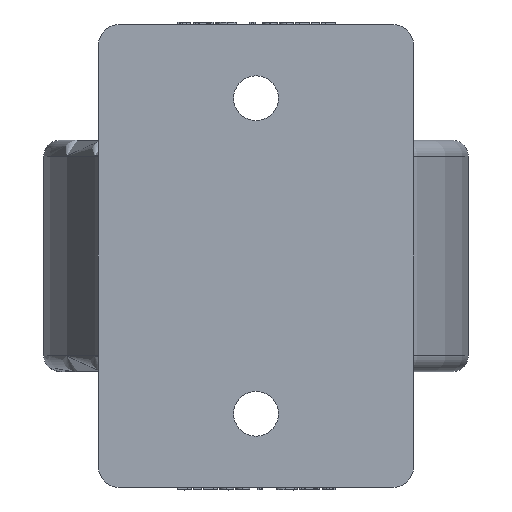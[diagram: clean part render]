
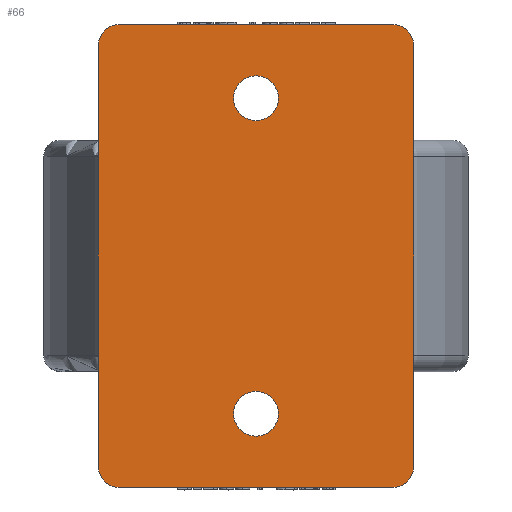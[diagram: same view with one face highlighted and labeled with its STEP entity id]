
A CAD part, front view. The second image highlights one B-rep face of the part: STEP entity #66.
In plain terms, the highlighted planar face has unit normal (0, -1, 0).
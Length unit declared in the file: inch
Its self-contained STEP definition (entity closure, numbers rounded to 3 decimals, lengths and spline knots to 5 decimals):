
#66 = ADVANCED_FACE ( 'NONE', ( #3694, #3322, #12929 ), #2989, .F. ) ;
#123 = CIRCLE ( 'NONE', #354, 0.133 ) ;
#278 = EDGE_CURVE ( 'NONE', #9881, #7498, #2133, .T. ) ;
#354 = AXIS2_PLACEMENT_3D ( 'NONE', #6169, #14947, #7419 ) ;
#450 = VERTEX_POINT ( 'NONE', #1454 ) ;
#455 = DIRECTION ( 'NONE',  ( 0., 0., -1. ) ) ;
#565 = ORIENTED_EDGE ( 'NONE', *, *, #1770, .F. ) ;
#718 = VECTOR ( 'NONE', #15360, 39.37008 ) ;
#1014 = ORIENTED_EDGE ( 'NONE', *, *, #7482, .F. ) ;
#1385 = CARTESIAN_POINT ( 'NONE',  ( 0.9375, 0., -1.25 ) ) ;
#1454 = CARTESIAN_POINT ( 'NONE',  ( 0.8125, 0., 1.375 ) ) ;
#1467 = AXIS2_PLACEMENT_3D ( 'NONE', #3960, #12740, #5230 ) ;
#1638 = CARTESIAN_POINT ( 'NONE',  ( 0.9375, 0., 0.6875 ) ) ;
#1695 = DIRECTION ( 'NONE',  ( 0., -1., 0. ) ) ;
#1730 = ORIENTED_EDGE ( 'NONE', *, *, #278, .T. ) ;
#1770 = EDGE_CURVE ( 'NONE', #5942, #4564, #7813, .T. ) ;
#1874 = DIRECTION ( 'NONE',  ( 0., -1., 0. ) ) ;
#2001 = CARTESIAN_POINT ( 'NONE',  ( 0.8125, 0., -1.375 ) ) ;
#2073 = CARTESIAN_POINT ( 'NONE',  ( 0.9375, 0., 1.25 ) ) ;
#2133 = CIRCLE ( 'NONE', #14760, 0.133 ) ;
#2225 = VERTEX_POINT ( 'NONE', #6408 ) ;
#2228 = CARTESIAN_POINT ( 'NONE',  ( -0.9375, 0., 0.6875 ) ) ;
#2373 = DIRECTION ( 'NONE',  ( 0., 1., 0. ) ) ;
#2539 = VERTEX_POINT ( 'NONE', #14388 ) ;
#2657 = CARTESIAN_POINT ( 'NONE',  ( 0.9375, 0., -1.375 ) ) ;
#2989 = PLANE ( 'NONE',  #8840 ) ;
#3322 = FACE_BOUND ( 'NONE', #5330, .T. ) ;
#3442 = VERTEX_POINT ( 'NONE', #13635 ) ;
#3694 = FACE_BOUND ( 'NONE', #10636, .T. ) ;
#3960 = CARTESIAN_POINT ( 'NONE',  ( -0.8125, 0., -1.25 ) ) ;
#4014 = ORIENTED_EDGE ( 'NONE', *, *, #8875, .T. ) ;
#4120 = ORIENTED_EDGE ( 'NONE', *, *, #10390, .T. ) ;
#4158 = CARTESIAN_POINT ( 'NONE',  ( 0., 0., -1.0705 ) ) ;
#4328 = CARTESIAN_POINT ( 'NONE',  ( 0., 0., 0.9375 ) ) ;
#4373 = CARTESIAN_POINT ( 'NONE',  ( -0.9375, 0., 0.6875 ) ) ;
#4533 = AXIS2_PLACEMENT_3D ( 'NONE', #9887, #2373, #11128 ) ;
#4564 = VERTEX_POINT ( 'NONE', #5216 ) ;
#4984 = DIRECTION ( 'NONE',  ( 1., 0., 0. ) ) ;
#5216 = CARTESIAN_POINT ( 'NONE',  ( -0.8125, 0., -1.375 ) ) ;
#5230 = DIRECTION ( 'NONE',  ( 0., 0., 1. ) ) ;
#5330 = EDGE_LOOP ( 'NONE', ( #6920, #4120 ) ) ;
#5515 = CARTESIAN_POINT ( 'NONE',  ( 0.8125, 0., 1.25 ) ) ;
#5608 = DIRECTION ( 'NONE',  ( 0., 0., 1. ) ) ;
#5696 = VERTEX_POINT ( 'NONE', #7289 ) ;
#5942 = VERTEX_POINT ( 'NONE', #2001 ) ;
#6169 = CARTESIAN_POINT ( 'NONE',  ( 0., 0., 0.9375 ) ) ;
#6408 = CARTESIAN_POINT ( 'NONE',  ( -0.9375, 0., -1.25 ) ) ;
#6416 = EDGE_CURVE ( 'NONE', #13143, #3442, #15917, .T. ) ;
#6640 = DIRECTION ( 'NONE',  ( 0., 0., -1. ) ) ;
#6789 = DIRECTION ( 'NONE',  ( 0., 0., 1. ) ) ;
#6920 = ORIENTED_EDGE ( 'NONE', *, *, #6416, .T. ) ;
#6956 = VECTOR ( 'NONE', #4984, 39.37008 ) ;
#7289 = CARTESIAN_POINT ( 'NONE',  ( -0.9375, 0., 1.25 ) ) ;
#7419 = DIRECTION ( 'NONE',  ( 0., 0., 1. ) ) ;
#7449 = EDGE_LOOP ( 'NONE', ( #1014, #13386, #11993, #12238, #9095, #14537, #565, #4014 ) ) ;
#7482 = EDGE_CURVE ( 'NONE', #10995, #10006, #12327, .T. ) ;
#7498 = VERTEX_POINT ( 'NONE', #4158 ) ;
#7789 = AXIS2_PLACEMENT_3D ( 'NONE', #9379, #1874, #7951 ) ;
#7813 = LINE ( 'NONE', #2657, #718 ) ;
#7951 = DIRECTION ( 'NONE',  ( 0., 0., 1. ) ) ;
#8274 = AXIS2_PLACEMENT_3D ( 'NONE', #4328, #13105, #5608 ) ;
#8519 = CARTESIAN_POINT ( 'NONE',  ( -0.9375, 0., 1.375 ) ) ;
#8840 = AXIS2_PLACEMENT_3D ( 'NONE', #2228, #16134, #14853 ) ;
#8875 = EDGE_CURVE ( 'NONE', #5942, #10006, #12500, .T. ) ;
#9095 = ORIENTED_EDGE ( 'NONE', *, *, #13032, .T. ) ;
#9220 = CARTESIAN_POINT ( 'NONE',  ( 0.8125, 0., -1.25 ) ) ;
#9379 = CARTESIAN_POINT ( 'NONE',  ( -0.8125, 0., 1.25 ) ) ;
#9881 = VERTEX_POINT ( 'NONE', #14834 ) ;
#9887 = CARTESIAN_POINT ( 'NONE',  ( 0., 0., -0.9375 ) ) ;
#9952 = VECTOR ( 'NONE', #455, 39.37008 ) ;
#10006 = VERTEX_POINT ( 'NONE', #1385 ) ;
#10203 = EDGE_CURVE ( 'NONE', #10995, #450, #13483, .T. ) ;
#10299 = DIRECTION ( 'NONE',  ( 0., 0., 1. ) ) ;
#10390 = EDGE_CURVE ( 'NONE', #3442, #13143, #123, .T. ) ;
#10477 = DIRECTION ( 'NONE',  ( 0., 0., 1. ) ) ;
#10636 = EDGE_LOOP ( 'NONE', ( #1730, #15157 ) ) ;
#10995 = VERTEX_POINT ( 'NONE', #2073 ) ;
#11128 = DIRECTION ( 'NONE',  ( 0., 0., 1. ) ) ;
#11465 = CIRCLE ( 'NONE', #7789, 0.125 ) ;
#11632 = AXIS2_PLACEMENT_3D ( 'NONE', #5515, #14295, #6789 ) ;
#11952 = VECTOR ( 'NONE', #6640, 39.37008 ) ;
#11993 = ORIENTED_EDGE ( 'NONE', *, *, #15654, .F. ) ;
#12219 = CIRCLE ( 'NONE', #1467, 0.125 ) ;
#12238 = ORIENTED_EDGE ( 'NONE', *, *, #13803, .T. ) ;
#12327 = LINE ( 'NONE', #1638, #11952 ) ;
#12500 = CIRCLE ( 'NONE', #15103, 0.125 ) ;
#12740 = DIRECTION ( 'NONE',  ( 0., -1., 0. ) ) ;
#12833 = CARTESIAN_POINT ( 'NONE',  ( 0., 0., -0.9375 ) ) ;
#12901 = LINE ( 'NONE', #4373, #9952 ) ;
#12929 = FACE_OUTER_BOUND ( 'NONE', #7449, .T. ) ;
#13032 = EDGE_CURVE ( 'NONE', #5696, #2225, #12901, .T. ) ;
#13105 = DIRECTION ( 'NONE',  ( 0., 1., 0. ) ) ;
#13143 = VERTEX_POINT ( 'NONE', #15933 ) ;
#13386 = ORIENTED_EDGE ( 'NONE', *, *, #10203, .T. ) ;
#13483 = CIRCLE ( 'NONE', #11632, 0.125 ) ;
#13532 = DIRECTION ( 'NONE',  ( 0., 1., 0. ) ) ;
#13600 = LINE ( 'NONE', #8519, #6956 ) ;
#13635 = CARTESIAN_POINT ( 'NONE',  ( 0., 0., 0.8045 ) ) ;
#13803 = EDGE_CURVE ( 'NONE', #2539, #5696, #11465, .T. ) ;
#14206 = CIRCLE ( 'NONE', #4533, 0.133 ) ;
#14295 = DIRECTION ( 'NONE',  ( 0., -1., 0. ) ) ;
#14388 = CARTESIAN_POINT ( 'NONE',  ( -0.8125, 0., 1.375 ) ) ;
#14537 = ORIENTED_EDGE ( 'NONE', *, *, #15385, .T. ) ;
#14760 = AXIS2_PLACEMENT_3D ( 'NONE', #12833, #13532, #10299 ) ;
#14834 = CARTESIAN_POINT ( 'NONE',  ( 0., 0., -0.8045 ) ) ;
#14853 = DIRECTION ( 'NONE',  ( 0., 0., 1. ) ) ;
#14947 = DIRECTION ( 'NONE',  ( 0., 1., 0. ) ) ;
#15103 = AXIS2_PLACEMENT_3D ( 'NONE', #9220, #1695, #10477 ) ;
#15157 = ORIENTED_EDGE ( 'NONE', *, *, #15963, .T. ) ;
#15360 = DIRECTION ( 'NONE',  ( -1., 0., 0. ) ) ;
#15385 = EDGE_CURVE ( 'NONE', #2225, #4564, #12219, .T. ) ;
#15654 = EDGE_CURVE ( 'NONE', #2539, #450, #13600, .T. ) ;
#15917 = CIRCLE ( 'NONE', #8274, 0.133 ) ;
#15933 = CARTESIAN_POINT ( 'NONE',  ( 0., 0., 1.0705 ) ) ;
#15963 = EDGE_CURVE ( 'NONE', #7498, #9881, #14206, .T. ) ;
#16134 = DIRECTION ( 'NONE',  ( 0., 1., 0. ) ) ;
